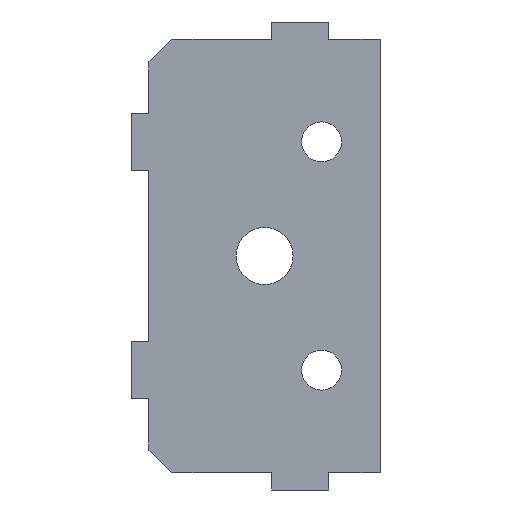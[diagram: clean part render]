
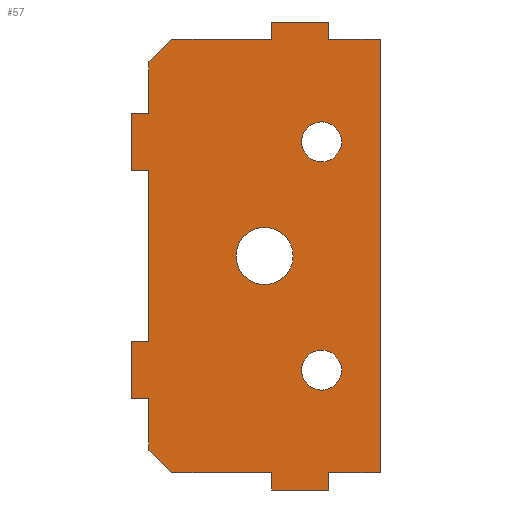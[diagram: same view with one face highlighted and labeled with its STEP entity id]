
A CAD part, left-side view. The second image highlights one B-rep face of the part: STEP entity #57.
In plain terms, the highlighted planar face has unit normal (-1, 0, 0).
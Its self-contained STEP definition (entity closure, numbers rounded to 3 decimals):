
#21 = EDGE_CURVE('',#22,#24,#26,.T.);
#22 = VERTEX_POINT('',#23);
#23 = CARTESIAN_POINT('',(-1.5,16.25,-38.));
#24 = VERTEX_POINT('',#25);
#25 = CARTESIAN_POINT('',(-1.5,-1.25,-38.));
#26 = LINE('',#27,#28);
#27 = CARTESIAN_POINT('',(-1.5,20.25,-38.));
#28 = VECTOR('',#29,1.);
#29 = DIRECTION('',(0.,-1.,0.));
#57 = ADVANCED_FACE('',(#58,#227,#238,#249),#260,.F.);
#58 = FACE_BOUND('',#59,.F.);
#59 = EDGE_LOOP('',(#60,#61,#69,#77,#85,#93,#101,#109,#117,#125,#133,
    #141,#149,#157,#165,#173,#181,#189,#197,#205,#213,#221));
#60 = ORIENTED_EDGE('',*,*,#21,.F.);
#61 = ORIENTED_EDGE('',*,*,#62,.T.);
#62 = EDGE_CURVE('',#22,#63,#65,.T.);
#63 = VERTEX_POINT('',#64);
#64 = CARTESIAN_POINT('',(-1.5,20.25,-34.));
#65 = LINE('',#66,#67);
#66 = CARTESIAN_POINT('',(-1.5,22.927,-31.323));
#67 = VECTOR('',#68,1.);
#68 = DIRECTION('',(0.,0.707,0.707));
#69 = ORIENTED_EDGE('',*,*,#70,.F.);
#70 = EDGE_CURVE('',#71,#63,#73,.T.);
#71 = VERTEX_POINT('',#72);
#72 = CARTESIAN_POINT('',(-1.5,20.25,-25.));
#73 = LINE('',#74,#75);
#74 = CARTESIAN_POINT('',(-1.5,20.25,-25.));
#75 = VECTOR('',#76,1.);
#76 = DIRECTION('',(0.,0.,-1.));
#77 = ORIENTED_EDGE('',*,*,#78,.T.);
#78 = EDGE_CURVE('',#71,#79,#81,.T.);
#79 = VERTEX_POINT('',#80);
#80 = CARTESIAN_POINT('',(-1.5,23.25,-25.));
#81 = LINE('',#82,#83);
#82 = CARTESIAN_POINT('',(-1.5,20.25,-25.));
#83 = VECTOR('',#84,1.);
#84 = DIRECTION('',(0.,1.,0.));
#85 = ORIENTED_EDGE('',*,*,#86,.T.);
#86 = EDGE_CURVE('',#79,#87,#89,.T.);
#87 = VERTEX_POINT('',#88);
#88 = CARTESIAN_POINT('',(-1.5,23.25,-15.));
#89 = LINE('',#90,#91);
#90 = CARTESIAN_POINT('',(-1.5,23.25,-25.));
#91 = VECTOR('',#92,1.);
#92 = DIRECTION('',(0.,0.,1.));
#93 = ORIENTED_EDGE('',*,*,#94,.T.);
#94 = EDGE_CURVE('',#87,#95,#97,.T.);
#95 = VERTEX_POINT('',#96);
#96 = CARTESIAN_POINT('',(-1.5,20.25,-15.));
#97 = LINE('',#98,#99);
#98 = CARTESIAN_POINT('',(-1.5,23.25,-15.));
#99 = VECTOR('',#100,1.);
#100 = DIRECTION('',(0.,-1.,0.));
#101 = ORIENTED_EDGE('',*,*,#102,.F.);
#102 = EDGE_CURVE('',#103,#95,#105,.T.);
#103 = VERTEX_POINT('',#104);
#104 = CARTESIAN_POINT('',(-1.5,20.25,15.));
#105 = LINE('',#106,#107);
#106 = CARTESIAN_POINT('',(-1.5,20.25,15.));
#107 = VECTOR('',#108,1.);
#108 = DIRECTION('',(0.,0.,-1.));
#109 = ORIENTED_EDGE('',*,*,#110,.T.);
#110 = EDGE_CURVE('',#103,#111,#113,.T.);
#111 = VERTEX_POINT('',#112);
#112 = CARTESIAN_POINT('',(-1.5,23.25,15.));
#113 = LINE('',#114,#115);
#114 = CARTESIAN_POINT('',(-1.5,20.25,15.));
#115 = VECTOR('',#116,1.);
#116 = DIRECTION('',(0.,1.,0.));
#117 = ORIENTED_EDGE('',*,*,#118,.T.);
#118 = EDGE_CURVE('',#111,#119,#121,.T.);
#119 = VERTEX_POINT('',#120);
#120 = CARTESIAN_POINT('',(-1.5,23.25,25.));
#121 = LINE('',#122,#123);
#122 = CARTESIAN_POINT('',(-1.5,23.25,15.));
#123 = VECTOR('',#124,1.);
#124 = DIRECTION('',(0.,0.,1.));
#125 = ORIENTED_EDGE('',*,*,#126,.T.);
#126 = EDGE_CURVE('',#119,#127,#129,.T.);
#127 = VERTEX_POINT('',#128);
#128 = CARTESIAN_POINT('',(-1.5,20.25,25.));
#129 = LINE('',#130,#131);
#130 = CARTESIAN_POINT('',(-1.5,23.25,25.));
#131 = VECTOR('',#132,1.);
#132 = DIRECTION('',(0.,-1.,0.));
#133 = ORIENTED_EDGE('',*,*,#134,.F.);
#134 = EDGE_CURVE('',#135,#127,#137,.T.);
#135 = VERTEX_POINT('',#136);
#136 = CARTESIAN_POINT('',(-1.5,20.25,34.));
#137 = LINE('',#138,#139);
#138 = CARTESIAN_POINT('',(-1.5,20.25,38.));
#139 = VECTOR('',#140,1.);
#140 = DIRECTION('',(0.,0.,-1.));
#141 = ORIENTED_EDGE('',*,*,#142,.T.);
#142 = EDGE_CURVE('',#135,#143,#145,.T.);
#143 = VERTEX_POINT('',#144);
#144 = CARTESIAN_POINT('',(-1.5,16.25,38.));
#145 = LINE('',#146,#147);
#146 = CARTESIAN_POINT('',(-1.5,22.927,31.323));
#147 = VECTOR('',#148,1.);
#148 = DIRECTION('',(0.,-0.707,0.707)
  );
#149 = ORIENTED_EDGE('',*,*,#150,.F.);
#150 = EDGE_CURVE('',#151,#143,#153,.T.);
#151 = VERTEX_POINT('',#152);
#152 = CARTESIAN_POINT('',(-1.5,-1.25,38.));
#153 = LINE('',#154,#155);
#154 = CARTESIAN_POINT('',(-1.5,-1.25,38.));
#155 = VECTOR('',#156,1.);
#156 = DIRECTION('',(0.,1.,0.));
#157 = ORIENTED_EDGE('',*,*,#158,.T.);
#158 = EDGE_CURVE('',#151,#159,#161,.T.);
#159 = VERTEX_POINT('',#160);
#160 = CARTESIAN_POINT('',(-1.5,-1.25,41.));
#161 = LINE('',#162,#163);
#162 = CARTESIAN_POINT('',(-1.5,-1.25,38.));
#163 = VECTOR('',#164,1.);
#164 = DIRECTION('',(0.,0.,1.));
#165 = ORIENTED_EDGE('',*,*,#166,.T.);
#166 = EDGE_CURVE('',#159,#167,#169,.T.);
#167 = VERTEX_POINT('',#168);
#168 = CARTESIAN_POINT('',(-1.5,-11.25,41.));
#169 = LINE('',#170,#171);
#170 = CARTESIAN_POINT('',(-1.5,-1.25,41.));
#171 = VECTOR('',#172,1.);
#172 = DIRECTION('',(0.,-1.,0.));
#173 = ORIENTED_EDGE('',*,*,#174,.T.);
#174 = EDGE_CURVE('',#167,#175,#177,.T.);
#175 = VERTEX_POINT('',#176);
#176 = CARTESIAN_POINT('',(-1.5,-11.25,38.));
#177 = LINE('',#178,#179);
#178 = CARTESIAN_POINT('',(-1.5,-11.25,41.));
#179 = VECTOR('',#180,1.);
#180 = DIRECTION('',(0.,0.,-1.));
#181 = ORIENTED_EDGE('',*,*,#182,.F.);
#182 = EDGE_CURVE('',#183,#175,#185,.T.);
#183 = VERTEX_POINT('',#184);
#184 = CARTESIAN_POINT('',(-1.5,-20.25,38.));
#185 = LINE('',#186,#187);
#186 = CARTESIAN_POINT('',(-1.5,-20.25,38.));
#187 = VECTOR('',#188,1.);
#188 = DIRECTION('',(0.,1.,0.));
#189 = ORIENTED_EDGE('',*,*,#190,.T.);
#190 = EDGE_CURVE('',#183,#191,#193,.T.);
#191 = VERTEX_POINT('',#192);
#192 = CARTESIAN_POINT('',(-1.5,-20.25,-38.));
#193 = LINE('',#194,#195);
#194 = CARTESIAN_POINT('',(-1.5,-20.25,38.));
#195 = VECTOR('',#196,1.);
#196 = DIRECTION('',(0.,0.,-1.));
#197 = ORIENTED_EDGE('',*,*,#198,.F.);
#198 = EDGE_CURVE('',#199,#191,#201,.T.);
#199 = VERTEX_POINT('',#200);
#200 = CARTESIAN_POINT('',(-1.5,-11.25,-38.));
#201 = LINE('',#202,#203);
#202 = CARTESIAN_POINT('',(-1.5,-11.25,-38.));
#203 = VECTOR('',#204,1.);
#204 = DIRECTION('',(0.,-1.,0.));
#205 = ORIENTED_EDGE('',*,*,#206,.T.);
#206 = EDGE_CURVE('',#199,#207,#209,.T.);
#207 = VERTEX_POINT('',#208);
#208 = CARTESIAN_POINT('',(-1.5,-11.25,-41.));
#209 = LINE('',#210,#211);
#210 = CARTESIAN_POINT('',(-1.5,-11.25,-38.));
#211 = VECTOR('',#212,1.);
#212 = DIRECTION('',(0.,0.,-1.));
#213 = ORIENTED_EDGE('',*,*,#214,.T.);
#214 = EDGE_CURVE('',#207,#215,#217,.T.);
#215 = VERTEX_POINT('',#216);
#216 = CARTESIAN_POINT('',(-1.5,-1.25,-41.));
#217 = LINE('',#218,#219);
#218 = CARTESIAN_POINT('',(-1.5,-11.25,-41.));
#219 = VECTOR('',#220,1.);
#220 = DIRECTION('',(0.,1.,0.));
#221 = ORIENTED_EDGE('',*,*,#222,.T.);
#222 = EDGE_CURVE('',#215,#24,#223,.T.);
#223 = LINE('',#224,#225);
#224 = CARTESIAN_POINT('',(-1.5,-1.25,-41.));
#225 = VECTOR('',#226,1.);
#226 = DIRECTION('',(0.,0.,1.));
#227 = FACE_BOUND('',#228,.F.);
#228 = EDGE_LOOP('',(#229));
#229 = ORIENTED_EDGE('',*,*,#230,.F.);
#230 = EDGE_CURVE('',#231,#231,#233,.T.);
#231 = VERTEX_POINT('',#232);
#232 = CARTESIAN_POINT('',(-1.5,-6.5,-20.));
#233 = CIRCLE('',#234,3.5);
#234 = AXIS2_PLACEMENT_3D('',#235,#236,#237);
#235 = CARTESIAN_POINT('',(-1.5,-10.,-20.));
#236 = DIRECTION('',(1.,0.,0.));
#237 = DIRECTION('',(0.,1.,0.));
#238 = FACE_BOUND('',#239,.F.);
#239 = EDGE_LOOP('',(#240));
#240 = ORIENTED_EDGE('',*,*,#241,.F.);
#241 = EDGE_CURVE('',#242,#242,#244,.T.);
#242 = VERTEX_POINT('',#243);
#243 = CARTESIAN_POINT('',(-1.5,5.,0.));
#244 = CIRCLE('',#245,5.);
#245 = AXIS2_PLACEMENT_3D('',#246,#247,#248);
#246 = CARTESIAN_POINT('',(-1.5,0.,0.));
#247 = DIRECTION('',(1.,0.,0.));
#248 = DIRECTION('',(0.,1.,0.));
#249 = FACE_BOUND('',#250,.F.);
#250 = EDGE_LOOP('',(#251));
#251 = ORIENTED_EDGE('',*,*,#252,.F.);
#252 = EDGE_CURVE('',#253,#253,#255,.T.);
#253 = VERTEX_POINT('',#254);
#254 = CARTESIAN_POINT('',(-1.5,-6.5,20.));
#255 = CIRCLE('',#256,3.5);
#256 = AXIS2_PLACEMENT_3D('',#257,#258,#259);
#257 = CARTESIAN_POINT('',(-1.5,-10.,20.));
#258 = DIRECTION('',(1.,0.,0.));
#259 = DIRECTION('',(0.,1.,0.));
#260 = PLANE('',#261);
#261 = AXIS2_PLACEMENT_3D('',#262,#263,#264);
#262 = CARTESIAN_POINT('',(-1.5,0.957,0.));
#263 = DIRECTION('',(1.,0.,0.));
#264 = DIRECTION('',(0.,1.,0.));
